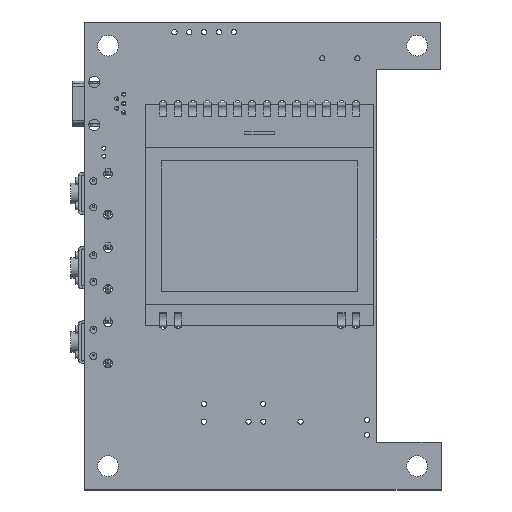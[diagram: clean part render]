
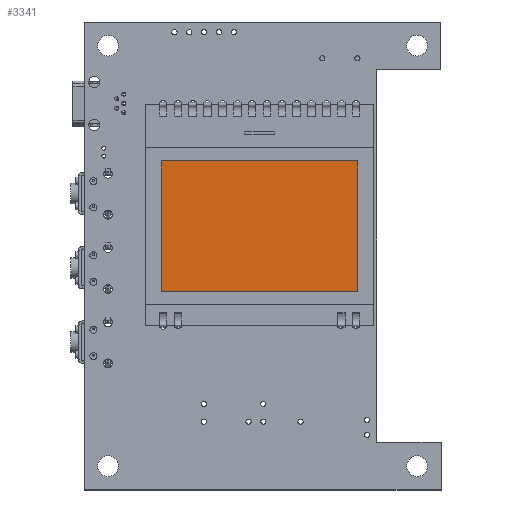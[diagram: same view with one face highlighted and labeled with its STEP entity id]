
A CAD part, top view. The second image highlights one B-rep face of the part: STEP entity #3341.
In plain terms, the highlighted planar face has unit normal (0, 0, 1).
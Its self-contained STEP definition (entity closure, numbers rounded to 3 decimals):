
#3341 = ADVANCED_FACE('',(#3342),#3372,.T.);
#3342 = FACE_BOUND('',#3343,.T.);
#3343 = EDGE_LOOP('',(#3344,#3353,#3360,#3367));
#3344 = ORIENTED_EDGE('',*,*,#3345,.T.);
#3345 = EDGE_CURVE('',#3346,#3348,#3350,.T.);
#3346 = VERTEX_POINT('',#3347);
#3347 = CARTESIAN_POINT('',(16.825,-11.195,2.3));
#3348 = VERTEX_POINT('',#3349);
#3349 = CARTESIAN_POINT('',(16.825,11.195,2.3));
#3350 = B_SPLINE_CURVE_WITH_KNOTS('',1,(#3351,#3352),.UNSPECIFIED.,.F.,
  .F.,(2,2),(33.65,56.04),.PIECEWISE_BEZIER_KNOTS.);
#3351 = CARTESIAN_POINT('',(16.825,-11.195,2.3));
#3352 = CARTESIAN_POINT('',(16.825,11.195,2.3));
#3353 = ORIENTED_EDGE('',*,*,#3354,.T.);
#3354 = EDGE_CURVE('',#3348,#3355,#3357,.T.);
#3355 = VERTEX_POINT('',#3356);
#3356 = CARTESIAN_POINT('',(-16.825,11.195,2.3));
#3357 = B_SPLINE_CURVE_WITH_KNOTS('',1,(#3358,#3359),.UNSPECIFIED.,.F.,
  .F.,(2,2),(56.04,89.69),.PIECEWISE_BEZIER_KNOTS.);
#3358 = CARTESIAN_POINT('',(16.825,11.195,2.3));
#3359 = CARTESIAN_POINT('',(-16.825,11.195,2.3));
#3360 = ORIENTED_EDGE('',*,*,#3361,.T.);
#3361 = EDGE_CURVE('',#3355,#3362,#3364,.T.);
#3362 = VERTEX_POINT('',#3363);
#3363 = CARTESIAN_POINT('',(-16.825,-11.195,2.3));
#3364 = B_SPLINE_CURVE_WITH_KNOTS('',1,(#3365,#3366),.UNSPECIFIED.,.F.,
  .F.,(2,2),(89.69,112.08),.PIECEWISE_BEZIER_KNOTS.);
#3365 = CARTESIAN_POINT('',(-16.825,11.195,2.3));
#3366 = CARTESIAN_POINT('',(-16.825,-11.195,2.3));
#3367 = ORIENTED_EDGE('',*,*,#3368,.T.);
#3368 = EDGE_CURVE('',#3362,#3346,#3369,.T.);
#3369 = B_SPLINE_CURVE_WITH_KNOTS('',1,(#3370,#3371),.UNSPECIFIED.,.F.,
  .F.,(2,2),(112.08,145.73),.PIECEWISE_BEZIER_KNOTS.);
#3370 = CARTESIAN_POINT('',(-16.825,-11.195,2.3));
#3371 = CARTESIAN_POINT('',(16.825,-11.195,2.3));
#3372 = PLANE('',#3373);
#3373 = AXIS2_PLACEMENT_3D('',#3374,#3375,#3376);
#3374 = CARTESIAN_POINT('',(-17.162,-11.419,2.3));
#3375 = DIRECTION('',(0.,0.,1.));
#3376 = DIRECTION('',(1.,0.,-0.));
